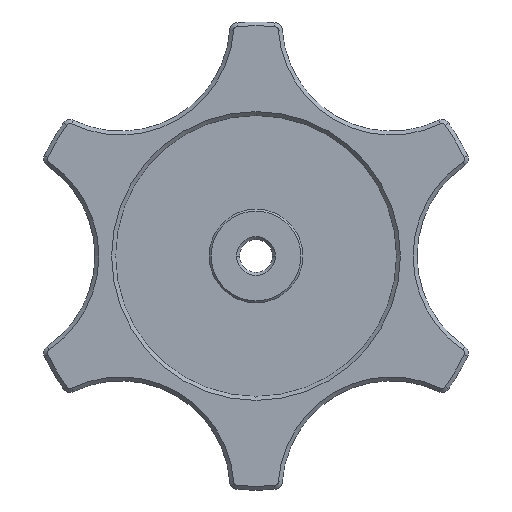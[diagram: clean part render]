
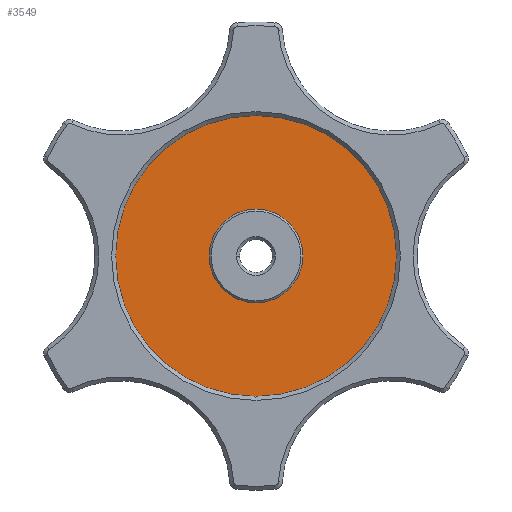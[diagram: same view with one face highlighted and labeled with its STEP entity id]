
A CAD part, front view. The second image highlights one B-rep face of the part: STEP entity #3549.
In plain terms, the highlighted free-form (B-spline) face has degree [1, 1] with [2, 2] control points.
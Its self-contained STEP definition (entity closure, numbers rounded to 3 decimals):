
#3477 = VERTEX_POINT('',#3478);
#3478 = CARTESIAN_POINT('',(0.,2.5,18.));
#3484 = EDGE_CURVE('',#3477,#3485,#3487,.T.);
#3485 = VERTEX_POINT('',#3486);
#3486 = CARTESIAN_POINT('',(0.,2.5,-18.));
#3487 = CIRCLE('',#3488,18.);
#3488 = AXIS2_PLACEMENT_3D('',#3489,#3490,#3491);
#3489 = CARTESIAN_POINT('',(0.,2.5,0.));
#3490 = DIRECTION('',(0.,-1.,0.));
#3491 = DIRECTION('',(0.,0.,1.));
#3523 = EDGE_CURVE('',#3477,#3485,#3524,.T.);
#3524 = CIRCLE('',#3525,18.);
#3525 = AXIS2_PLACEMENT_3D('',#3526,#3527,#3528);
#3526 = CARTESIAN_POINT('',(0.,2.5,0.));
#3527 = DIRECTION('',(0.,1.,0.));
#3528 = DIRECTION('',(0.,-0.,1.));
#3549 = ADVANCED_FACE('',(#3550,#3554),#3574,.F.);
#3550 = FACE_BOUND('',#3551,.F.);
#3551 = EDGE_LOOP('',(#3552,#3553));
#3552 = ORIENTED_EDGE('',*,*,#3523,.T.);
#3553 = ORIENTED_EDGE('',*,*,#3484,.F.);
#3554 = FACE_BOUND('',#3555,.F.);
#3555 = EDGE_LOOP('',(#3556,#3567));
#3556 = ORIENTED_EDGE('',*,*,#3557,.T.);
#3557 = EDGE_CURVE('',#3558,#3560,#3562,.T.);
#3558 = VERTEX_POINT('',#3559);
#3559 = CARTESIAN_POINT('',(0.,2.5,6.));
#3560 = VERTEX_POINT('',#3561);
#3561 = CARTESIAN_POINT('',(0.,2.5,-6.));
#3562 = CIRCLE('',#3563,6.);
#3563 = AXIS2_PLACEMENT_3D('',#3564,#3565,#3566);
#3564 = CARTESIAN_POINT('',(0.,2.5,0.));
#3565 = DIRECTION('',(0.,-1.,0.));
#3566 = DIRECTION('',(0.,0.,1.));
#3567 = ORIENTED_EDGE('',*,*,#3568,.F.);
#3568 = EDGE_CURVE('',#3558,#3560,#3569,.T.);
#3569 = CIRCLE('',#3570,6.);
#3570 = AXIS2_PLACEMENT_3D('',#3571,#3572,#3573);
#3571 = CARTESIAN_POINT('',(0.,2.5,0.));
#3572 = DIRECTION('',(0.,1.,0.));
#3573 = DIRECTION('',(0.,-0.,1.));
#3574 = B_SPLINE_SURFACE_WITH_KNOTS('',1,1,(
    (#3575,#3576)
    ,(#3577,#3578
  )),.UNSPECIFIED.,.F.,.F.,.F.,(2,2),(2,2),(-18.72,18.72),(-18.72,18.72)
  ,.PIECEWISE_BEZIER_KNOTS.);
#3575 = CARTESIAN_POINT('',(18.72,2.5,18.72));
#3576 = CARTESIAN_POINT('',(-18.72,2.5,18.72));
#3577 = CARTESIAN_POINT('',(18.72,2.5,-18.72));
#3578 = CARTESIAN_POINT('',(-18.72,2.5,-18.72));
